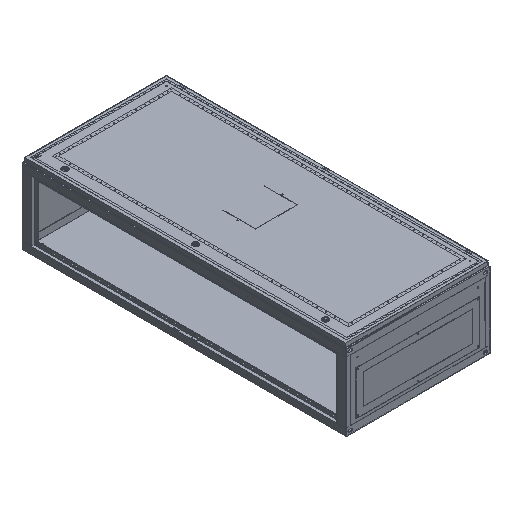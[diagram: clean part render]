
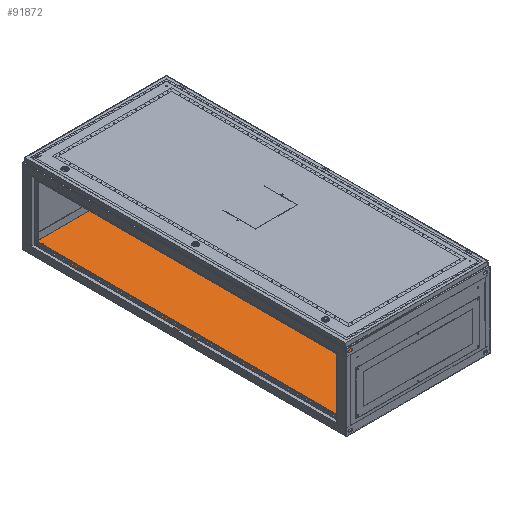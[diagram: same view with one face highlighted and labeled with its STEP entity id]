
A CAD part, isometric view. The second image highlights one B-rep face of the part: STEP entity #91872.
In plain terms, the highlighted planar face has unit normal (0, 0, 1).
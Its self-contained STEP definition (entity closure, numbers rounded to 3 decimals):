
#161 = ORIENTED_EDGE ( 'NONE', *, *, #71761, .F. ) ;
#1825 = VERTEX_POINT ( 'NONE', #17597 ) ;
#2097 = ORIENTED_EDGE ( 'NONE', *, *, #94132, .F. ) ;
#2344 = DIRECTION ( 'NONE',  ( 0., 0., 1. ) ) ;
#2383 = CARTESIAN_POINT ( 'NONE',  ( -398.5, 1797.5, -208.5 ) ) ;
#3080 = VERTEX_POINT ( 'NONE', #79731 ) ;
#3390 = ORIENTED_EDGE ( 'NONE', *, *, #71994, .F. ) ;
#5294 = ORIENTED_EDGE ( 'NONE', *, *, #10782, .F. ) ;
#6503 = CARTESIAN_POINT ( 'NONE',  ( 398.5, 1797.5, -208.5 ) ) ;
#7376 = EDGE_CURVE ( 'NONE', #3080, #78838, #63108, .T. ) ;
#7570 = ORIENTED_EDGE ( 'NONE', *, *, #7376, .T. ) ;
#8167 = CARTESIAN_POINT ( 'NONE',  ( -325., 40., -208.5 ) ) ;
#8738 = EDGE_LOOP ( 'NONE', ( #7570, #97149, #5294, #21635 ) ) ;
#8797 = FACE_BOUND ( 'NONE', #98293, .T. ) ;
#9639 = AXIS2_PLACEMENT_3D ( 'NONE', #31677, #14365, #98904 ) ;
#10782 = EDGE_CURVE ( 'NONE', #73294, #60670, #72378, .T. ) ;
#13182 = DIRECTION ( 'NONE',  ( -1., 0., 0. ) ) ;
#14365 = DIRECTION ( 'NONE',  ( 0., 0., 1. ) ) ;
#14869 = DIRECTION ( 'NONE',  ( 1., 0., 0. ) ) ;
#15300 = CARTESIAN_POINT ( 'NONE',  ( -398.5, 1797.5, -208.5 ) ) ;
#15341 = ORIENTED_EDGE ( 'NONE', *, *, #19176, .F. ) ;
#16025 = ORIENTED_EDGE ( 'NONE', *, *, #39726, .F. ) ;
#16573 = CIRCLE ( 'NONE', #9639, 3. ) ;
#17597 = CARTESIAN_POINT ( 'NONE',  ( -322., 1759., -208.5 ) ) ;
#19176 = EDGE_CURVE ( 'NONE', #97897, #101124, #83860, .T. ) ;
#19941 = AXIS2_PLACEMENT_3D ( 'NONE', #53812, #78245, #76642 ) ;
#20324 = AXIS2_PLACEMENT_3D ( 'NONE', #96114, #103720, #13182 ) ;
#21635 = ORIENTED_EDGE ( 'NONE', *, *, #84826, .T. ) ;
#24464 = FACE_BOUND ( 'NONE', #63918, .T. ) ;
#26897 = CIRCLE ( 'NONE', #87527, 3. ) ;
#27172 = CARTESIAN_POINT ( 'NONE',  ( 398.5, 1797.5, -208.5 ) ) ;
#28256 = DIRECTION ( 'NONE',  ( -1., 0., 0. ) ) ;
#28974 = DIRECTION ( 'NONE',  ( 0., 0., 1. ) ) ;
#29115 = CARTESIAN_POINT ( 'NONE',  ( 322., 1759., -208.5 ) ) ;
#31677 = CARTESIAN_POINT ( 'NONE',  ( -325., 1759., -208.5 ) ) ;
#31878 = ORIENTED_EDGE ( 'NONE', *, *, #56464, .F. ) ;
#31907 = CIRCLE ( 'NONE', #90739, 3. ) ;
#33144 = DIRECTION ( 'NONE',  ( -1., 0., 0. ) ) ;
#35307 = CARTESIAN_POINT ( 'NONE',  ( 325., 1759., -208.5 ) ) ;
#37252 = EDGE_CURVE ( 'NONE', #60670, #78838, #53175, .T. ) ;
#37924 = EDGE_CURVE ( 'NONE', #87260, #82138, #26897, .T. ) ;
#38363 = CARTESIAN_POINT ( 'NONE',  ( -328., 40., -208.5 ) ) ;
#39726 = EDGE_CURVE ( 'NONE', #62036, #1825, #42821, .T. ) ;
#40224 = FACE_OUTER_BOUND ( 'NONE', #8738, .T. ) ;
#40247 = VECTOR ( 'NONE', #60870, 1000. ) ;
#42821 = CIRCLE ( 'NONE', #20324, 3. ) ;
#44069 = LINE ( 'NONE', #2383, #40247 ) ;
#45266 = CARTESIAN_POINT ( 'NONE',  ( 325., 1759., -208.5 ) ) ;
#45975 = AXIS2_PLACEMENT_3D ( 'NONE', #45266, #28974, #69703 ) ;
#49428 = CIRCLE ( 'NONE', #45975, 3. ) ;
#49576 = DIRECTION ( 'NONE',  ( 0., 0., 1. ) ) ;
#51593 = AXIS2_PLACEMENT_3D ( 'NONE', #15300, #99320, #33144 ) ;
#53175 = LINE ( 'NONE', #27172, #54524 ) ;
#53812 = CARTESIAN_POINT ( 'NONE',  ( 325., 40., -208.5 ) ) ;
#54515 = EDGE_LOOP ( 'NONE', ( #63527, #82558 ) ) ;
#54524 = VECTOR ( 'NONE', #78667, 1000. ) ;
#56133 = VECTOR ( 'NONE', #79439, 1000. ) ;
#56464 = EDGE_CURVE ( 'NONE', #101124, #97897, #31907, .T. ) ;
#57229 = VECTOR ( 'NONE', #14869, 1000. ) ;
#60003 = CARTESIAN_POINT ( 'NONE',  ( 322., 40., -208.5 ) ) ;
#60670 = VERTEX_POINT ( 'NONE', #6503 ) ;
#60870 = DIRECTION ( 'NONE',  ( 0., -1., 0. ) ) ;
#61252 = EDGE_CURVE ( 'NONE', #82138, #87260, #106569, .T. ) ;
#62036 = VERTEX_POINT ( 'NONE', #82197 ) ;
#63108 = LINE ( 'NONE', #81010, #57229 ) ;
#63527 = ORIENTED_EDGE ( 'NONE', *, *, #61252, .F. ) ;
#63918 = EDGE_LOOP ( 'NONE', ( #2097, #161 ) ) ;
#64616 = FACE_BOUND ( 'NONE', #74297, .T. ) ;
#64780 = DIRECTION ( 'NONE',  ( -1., 0., 0. ) ) ;
#66701 = CARTESIAN_POINT ( 'NONE',  ( -322., 40., -208.5 ) ) ;
#66860 = CARTESIAN_POINT ( 'NONE',  ( 328., 1759., -208.5 ) ) ;
#67405 = CARTESIAN_POINT ( 'NONE',  ( 398.5, 1.5, -208.5 ) ) ;
#69703 = DIRECTION ( 'NONE',  ( -1., 0., 0. ) ) ;
#71761 = EDGE_CURVE ( 'NONE', #101927, #88719, #49428, .T. ) ;
#71994 = EDGE_CURVE ( 'NONE', #1825, #62036, #16573, .T. ) ;
#72378 = LINE ( 'NONE', #105469, #56133 ) ;
#73294 = VERTEX_POINT ( 'NONE', #75292 ) ;
#74297 = EDGE_LOOP ( 'NONE', ( #16025, #3390 ) ) ;
#75292 = CARTESIAN_POINT ( 'NONE',  ( -398.5, 1797.5, -208.5 ) ) ;
#76642 = DIRECTION ( 'NONE',  ( -1., 0., 0. ) ) ;
#76909 = AXIS2_PLACEMENT_3D ( 'NONE', #35307, #77627, #28256 ) ;
#77156 = CIRCLE ( 'NONE', #76909, 3. ) ;
#77627 = DIRECTION ( 'NONE',  ( 0., 0., 1. ) ) ;
#78245 = DIRECTION ( 'NONE',  ( 0., 0., 1. ) ) ;
#78667 = DIRECTION ( 'NONE',  ( 0., -1., 0. ) ) ;
#78838 = VERTEX_POINT ( 'NONE', #67405 ) ;
#79439 = DIRECTION ( 'NONE',  ( 1., 0., 0. ) ) ;
#79731 = CARTESIAN_POINT ( 'NONE',  ( -398.5, 1.5, -208.5 ) ) ;
#81010 = CARTESIAN_POINT ( 'NONE',  ( -398.5, 1.5, -208.5 ) ) ;
#81451 = FACE_BOUND ( 'NONE', #54515, .T. ) ;
#82138 = VERTEX_POINT ( 'NONE', #60003 ) ;
#82197 = CARTESIAN_POINT ( 'NONE',  ( -328., 1759., -208.5 ) ) ;
#82558 = ORIENTED_EDGE ( 'NONE', *, *, #37924, .F. ) ;
#83860 = CIRCLE ( 'NONE', #101228, 3. ) ;
#84826 = EDGE_CURVE ( 'NONE', #73294, #3080, #44069, .T. ) ;
#87260 = VERTEX_POINT ( 'NONE', #94682 ) ;
#87527 = AXIS2_PLACEMENT_3D ( 'NONE', #90808, #49576, #64780 ) ;
#88719 = VERTEX_POINT ( 'NONE', #29115 ) ;
#90739 = AXIS2_PLACEMENT_3D ( 'NONE', #93406, #2344, #95522 ) ;
#90808 = CARTESIAN_POINT ( 'NONE',  ( 325., 40., -208.5 ) ) ;
#91872 = ADVANCED_FACE ( 'NONE', ( #40224, #64616, #24464, #81451, #8797 ), #97728, .F. ) ;
#93406 = CARTESIAN_POINT ( 'NONE',  ( -325., 40., -208.5 ) ) ;
#94132 = EDGE_CURVE ( 'NONE', #88719, #101927, #77156, .T. ) ;
#94682 = CARTESIAN_POINT ( 'NONE',  ( 328., 40., -208.5 ) ) ;
#95522 = DIRECTION ( 'NONE',  ( -1., 0., 0. ) ) ;
#96114 = CARTESIAN_POINT ( 'NONE',  ( -325., 1759., -208.5 ) ) ;
#97149 = ORIENTED_EDGE ( 'NONE', *, *, #37252, .F. ) ;
#97643 = DIRECTION ( 'NONE',  ( -1., 0., 0. ) ) ;
#97728 = PLANE ( 'NONE',  #51593 ) ;
#97897 = VERTEX_POINT ( 'NONE', #38363 ) ;
#98293 = EDGE_LOOP ( 'NONE', ( #15341, #31878 ) ) ;
#98904 = DIRECTION ( 'NONE',  ( -1., 0., 0. ) ) ;
#99320 = DIRECTION ( 'NONE',  ( 0., 0., -1. ) ) ;
#101124 = VERTEX_POINT ( 'NONE', #66701 ) ;
#101228 = AXIS2_PLACEMENT_3D ( 'NONE', #8167, #106843, #97643 ) ;
#101927 = VERTEX_POINT ( 'NONE', #66860 ) ;
#103720 = DIRECTION ( 'NONE',  ( 0., 0., 1. ) ) ;
#105469 = CARTESIAN_POINT ( 'NONE',  ( -398.5, 1797.5, -208.5 ) ) ;
#106569 = CIRCLE ( 'NONE', #19941, 3. ) ;
#106843 = DIRECTION ( 'NONE',  ( 0., 0., 1. ) ) ;
